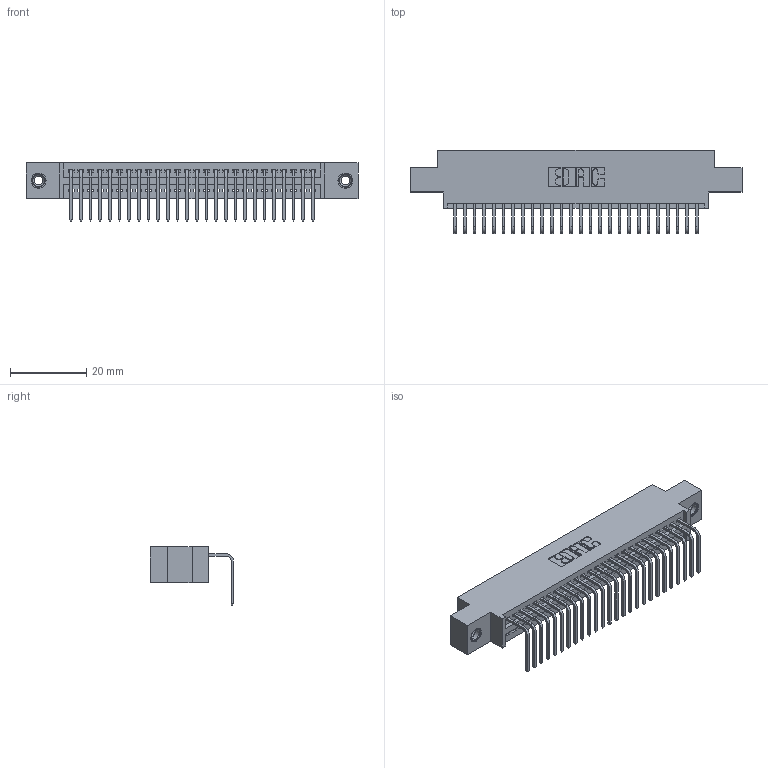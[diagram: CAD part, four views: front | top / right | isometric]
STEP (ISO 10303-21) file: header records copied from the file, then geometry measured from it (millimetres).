
FILE_DESCRIPTION (( 'STEP AP203' ), '1' );
FILE_NAME ('345-026-558-608.STEP', '2018-08-22T03:42:47', ( '' ), ( '' ), 'SwSTEP 2.0', 'SolidWorks 2016', '' );
FILE_SCHEMA (( 'CONFIG_CONTROL_DESIGN' ));
Length unit declared in the file: inch
Products named in the file (4): 345-292-001_558 Tail - 2; 345-250-001_345-250-003-102; 345-026-558-608; 345 Part_0.170 Offset - 0.156 Dia-TI
Assembly tree (29 placements, depth 2):
  345-026-558-608
    345 Part_0.170 Offset - 0.156 Dia-TI
    345-292-001_558 Tail - 2  x26
    345-250-001_345-250-003-102  x2
Bounding box: 87.25 x 21.83 x 15.37 mm (x, y, z)
Volume: 8122.7 mm3; surface area: 11231.5 mm2
Topology: 29 solids, 29 shells, 1750 faces, 5221 edges, 3438 vertices
Faces by surface type: plane 1208, cylinder 526, cone 12, torus 4
Entity records: 23124 total; most frequent: CARTESIAN_POINT 3989, ORIENTED_EDGE 3942, DIRECTION 3533, EDGE_CURVE 1971, VECTOR 1715, LINE 1715, VERTEX_POINT 1308, AXIS2_PLACEMENT_3D 909
